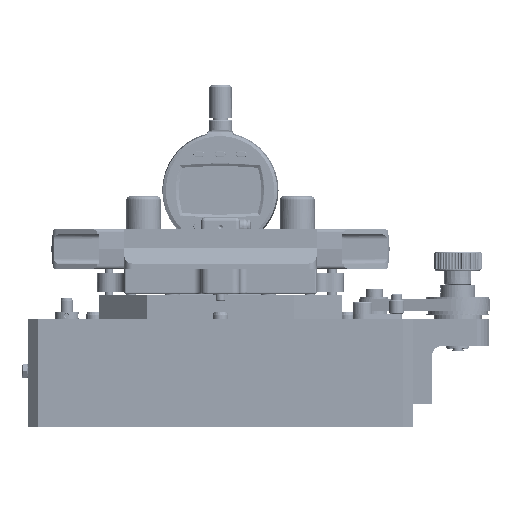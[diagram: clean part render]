
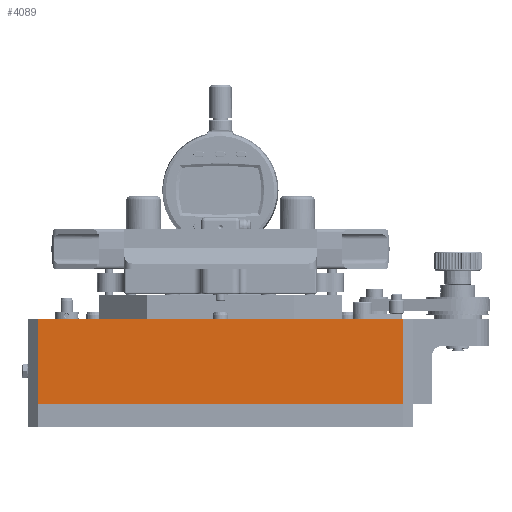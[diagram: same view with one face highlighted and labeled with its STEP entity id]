
A CAD part, front view. The second image highlights one B-rep face of the part: STEP entity #4089.
In plain terms, the highlighted planar face has unit normal (0, -1, 0).
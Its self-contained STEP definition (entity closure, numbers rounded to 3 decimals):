
#4069=AXIS2_PLACEMENT_3D('Plane Axis2P3D',#4066,#4067,#4068) ;
#3897=CARTESIAN_POINT('Vertex',(-95.,-100.,44.)) ;
#3900=CARTESIAN_POINT('Line Origine',(0.,-100.,44.)) ;
#3904=CARTESIAN_POINT('Vertex',(95.,-100.,44.)) ;
#4047=CARTESIAN_POINT('Line Origine',(95.,-100.,22.)) ;
#4051=CARTESIAN_POINT('Vertex',(95.,-100.,0.)) ;
#4066=CARTESIAN_POINT('Axis2P3D Location',(100.,-100.,0.)) ;
#4071=CARTESIAN_POINT('Line Origine',(-95.,-100.,22.)) ;
#4075=CARTESIAN_POINT('Vertex',(-95.,-100.,0.)) ;
#4078=CARTESIAN_POINT('Line Origine',(0.,-100.,0.)) ;
#3901=DIRECTION('Vector Direction',(-1.,0.,0.)) ;
#4048=DIRECTION('Vector Direction',(0.,0.,1.)) ;
#4067=DIRECTION('Axis2P3D Direction',(0.,1.,-0.)) ;
#4068=DIRECTION('Axis2P3D XDirection',(-1.,0.,0.)) ;
#4072=DIRECTION('Vector Direction',(0.,0.,1.)) ;
#4079=DIRECTION('Vector Direction',(-1.,0.,0.)) ;
#3902=VECTOR('Line Direction',#3901,1.) ;
#4049=VECTOR('Line Direction',#4048,1.) ;
#4073=VECTOR('Line Direction',#4072,1.) ;
#4080=VECTOR('Line Direction',#4079,1.) ;
#4084=ORIENTED_EDGE('',*,*,#4077,.F.) ;
#4085=ORIENTED_EDGE('',*,*,#4082,.T.) ;
#4086=ORIENTED_EDGE('',*,*,#4053,.T.) ;
#4087=ORIENTED_EDGE('',*,*,#3906,.F.) ;
#4089=ADVANCED_FACE('Volumenk\X2\00F6\X0\rper1',(#4088),#4070,.F.) ;
#3906=EDGE_CURVE('',#3898,#3905,#3903,.F.) ;
#4053=EDGE_CURVE('',#4052,#3905,#4050,.T.) ;
#4077=EDGE_CURVE('',#4076,#3898,#4074,.T.) ;
#4082=EDGE_CURVE('',#4076,#4052,#4081,.F.) ;
#4083=EDGE_LOOP('',(#4084,#4085,#4086,#4087)) ;
#4088=FACE_OUTER_BOUND('',#4083,.T.) ;
#3903=LINE('Line',#3900,#3902) ;
#4050=LINE('Line',#4047,#4049) ;
#4074=LINE('Line',#4071,#4073) ;
#4081=LINE('Line',#4078,#4080) ;
#4070=PLANE('',#4069) ;
#3898=VERTEX_POINT('',#3897) ;
#3905=VERTEX_POINT('',#3904) ;
#4052=VERTEX_POINT('',#4051) ;
#4076=VERTEX_POINT('',#4075) ;
